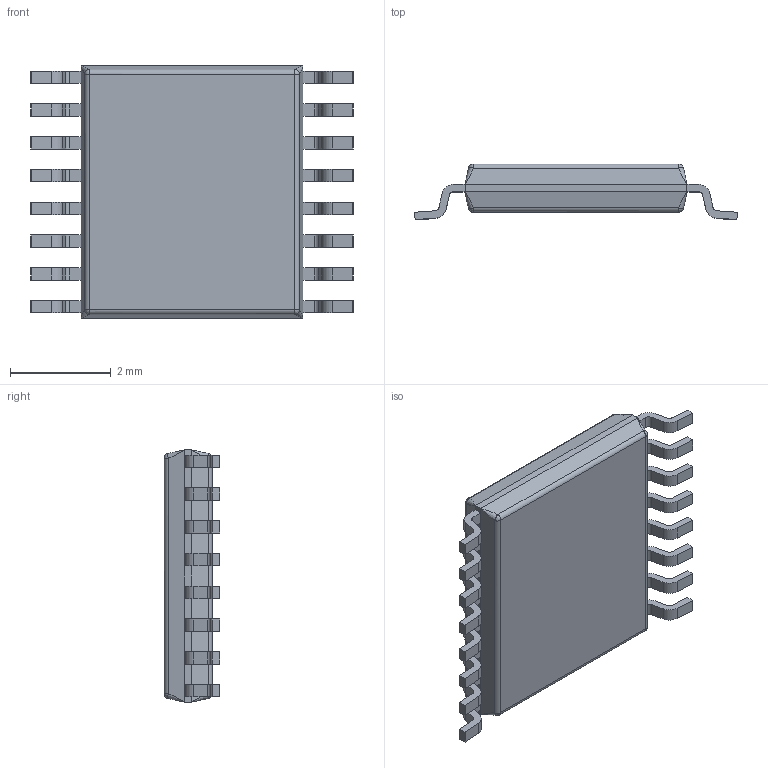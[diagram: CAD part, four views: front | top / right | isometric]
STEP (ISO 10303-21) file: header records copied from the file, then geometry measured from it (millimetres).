
FILE_DESCRIPTION (( 'STEP AP214' ), '1' );
FILE_NAME ('MLX90371GGO-BCC-100-RE.STEP', '2024-07-04T05:19:04', ( 'LENOVO' ), ( '' ), 'SwSTEP 2.0', 'SolidWorks 2021', '' );
FILE_SCHEMA (( 'AUTOMOTIVE_DESIGN' ));
Length unit declared in the file: millimetre
Products named in the file (1): MLX90371GGO-BCC-100-RE
Bounding box: 6.4 x 1.1 x 5 mm (x, y, z)
Volume: 21 mm3; surface area: 77.7 mm2
Topology: 18 solids, 18 shells, 269 faces, 672 edges, 424 vertices
Faces by surface type: plane 177, cylinder 76, bspline 16
Entity records: 9009 total; most frequent: CARTESIAN_POINT 2502, ORIENTED_EDGE 1312, DIRECTION 1260, EDGE_CURVE 656, LINE 480, VECTOR 480, VERTEX_POINT 424, AXIS2_PLACEMENT_3D 390
